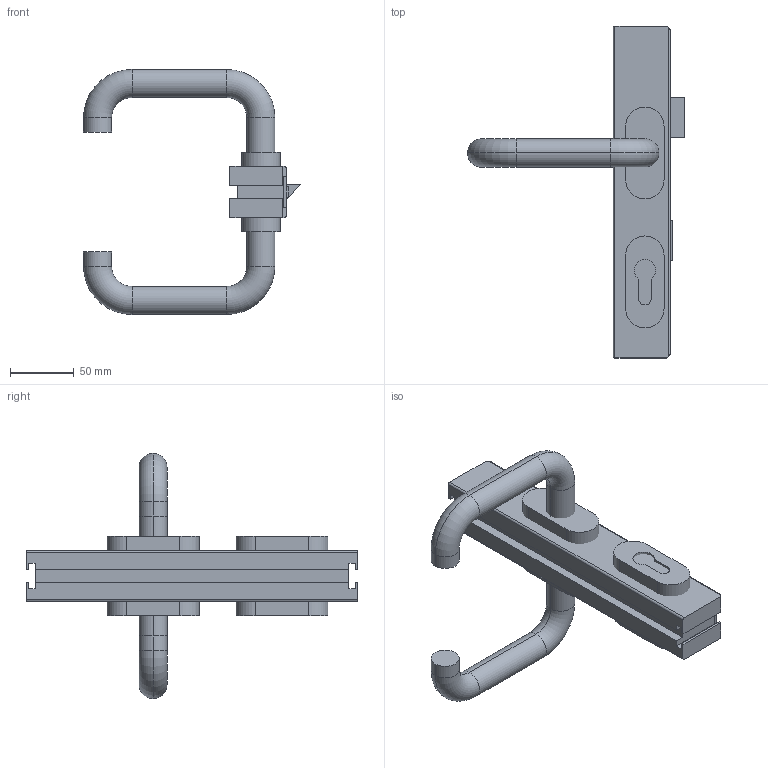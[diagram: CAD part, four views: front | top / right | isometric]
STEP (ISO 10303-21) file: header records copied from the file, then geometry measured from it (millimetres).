
FILE_DESCRIPTION(('Creo Elements/Direct Modeling STEP Export'),'2;1');
FILE_NAME('44.0450R_Schlosskasten_Rechts-Ausführung.stp','2022-03-21T 9:02:40',(''),(''),'PTC Creo Elements/Direct Modeling STEP processor for AP214 (Solid Model)','PTC Creo Elements/Direct Modeling 19.0C 15-Aug-2015 (C) Parametric Technology GmbH','');
FILE_SCHEMA(('AUTOMOTIVE_DESIGN { 1 0 10303 214 1 1 1 1 }'));
Length unit declared in the file: millimetre
Products named in the file (9): Drückerrossette-Abdeckung_96.4051_PX175471; Drückerrossette_HEWI-315.23R-grau-95_96.4050_PX175472; Türdrücker_HEWI-8-23-grau-95_96.4049_PX175524; Rossette-Schliesszylinder-Abdeckung_96.4053_PX175516; Rossette-Schliesszylinder_HEWI-316-grau-95_96.4052_PX175517; Schlosskasten_96.4055_PX175519; Rohrrahmen-Einsteckschloss_PZ-92-Dornmass-20_96.4054_PX175515; H_PX175512_1_Teil-2; Schlosskasten_Rechts-Ausführung_44.0450R_PX175547
Assembly tree (8 placements, depth 2):
  Schlosskasten_Rechts-Ausführung_44.0450R_PX175547
    H_PX175512_1_Teil-2
    Rohrrahmen-Einsteckschloss_PZ-92-Dornmass-20_96.4054_PX175515
    Schlosskasten_96.4055_PX175519
    Rossette-Schliesszylinder_HEWI-316-grau-95_96.4052_PX175517
    Rossette-Schliesszylinder-Abdeckung_96.4053_PX175516
    Türdrücker_HEWI-8-23-grau-95_96.4049_PX175524
    Drückerrossette_HEWI-315.23R-grau-95_96.4050_PX175472
    Drückerrossette-Abdeckung_96.4051_PX175471
Bounding box: 170 x 260 x 192 mm (x, y, z)
Volume: 958171 mm3; surface area: 191733 mm2
Topology: 8 solids, 8 shells, 192 faces, 475 edges, 300 vertices
Faces by surface type: plane 90, cylinder 66, cone 28, torus 8
Entity records: 6120 total; most frequent: ORIENTED_EDGE 942, CARTESIAN_POINT 886, DIRECTION 873, EDGE_CURVE 471, VERTEX_POINT 300, VECTOR 299, LINE 299, AXIS2_PLACEMENT_3D 287
